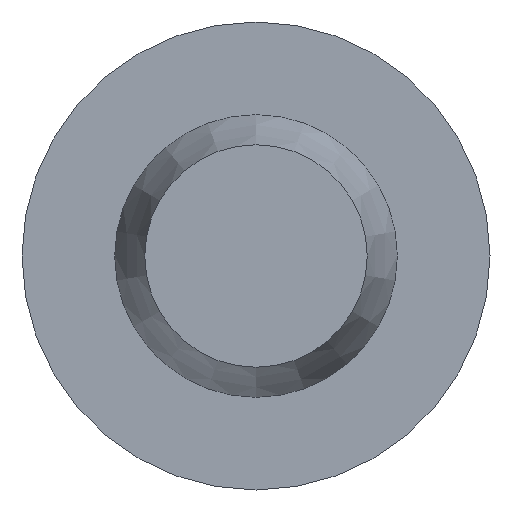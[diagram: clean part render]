
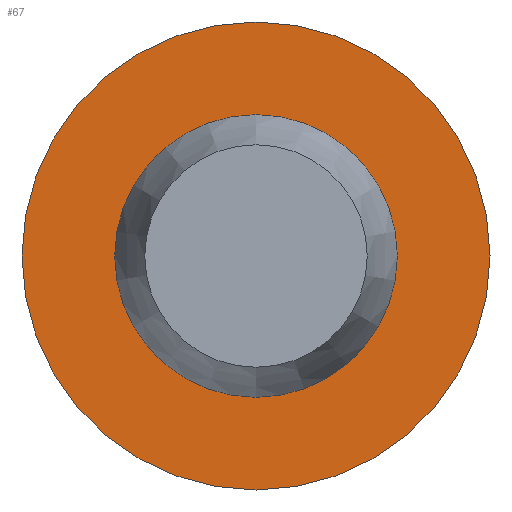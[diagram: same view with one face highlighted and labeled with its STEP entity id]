
A CAD part, front view. The second image highlights one B-rep face of the part: STEP entity #67.
In plain terms, the highlighted planar face has unit normal (0, -1, 0).
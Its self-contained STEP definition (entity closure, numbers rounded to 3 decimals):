
#10 = CARTESIAN_POINT ( 'NONE',  ( -2.65, 4., 0. ) ) ;
#11 = AXIS2_PLACEMENT_3D ( 'NONE', #10, #63, #128 ) ;
#16 = DIRECTION ( 'NONE',  ( 0., 1., 0. ) ) ;
#28 = PLANE ( 'NONE',  #11 ) ;
#30 = CIRCLE ( 'NONE', #139, 2.65 ) ;
#32 = EDGE_LOOP ( 'NONE', ( #66 ) ) ;
#35 = DIRECTION ( 'NONE',  ( 0., 1., 0. ) ) ;
#37 = CIRCLE ( 'NONE', #202, 5.05 ) ;
#48 = FACE_BOUND ( 'NONE', #95, .T. ) ;
#52 = CARTESIAN_POINT ( 'NONE',  ( 0., 4., 0. ) ) ;
#63 = DIRECTION ( 'NONE',  ( 0., -1., 0. ) ) ;
#66 = ORIENTED_EDGE ( 'NONE', *, *, #127, .F. ) ;
#67 = ADVANCED_FACE ( 'NONE', ( #48, #106 ), #28, .T. ) ;
#78 = ORIENTED_EDGE ( 'NONE', *, *, #191, .T. ) ;
#95 = EDGE_LOOP ( 'NONE', ( #78 ) ) ;
#106 = FACE_OUTER_BOUND ( 'NONE', #32, .T. ) ;
#113 = VERTEX_POINT ( 'NONE', #166 ) ;
#127 = EDGE_CURVE ( 'NONE', #113, #113, #37, .T. ) ;
#128 = DIRECTION ( 'NONE',  ( 0., 0., -1. ) ) ;
#135 = CARTESIAN_POINT ( 'NONE',  ( 0., 4., 0. ) ) ;
#139 = AXIS2_PLACEMENT_3D ( 'NONE', #135, #16, #163 ) ;
#148 = DIRECTION ( 'NONE',  ( 0., 0., 1. ) ) ;
#150 = VERTEX_POINT ( 'NONE', #180 ) ;
#163 = DIRECTION ( 'NONE',  ( 0., 0., 1. ) ) ;
#166 = CARTESIAN_POINT ( 'NONE',  ( 0., 4., 5.05 ) ) ;
#180 = CARTESIAN_POINT ( 'NONE',  ( 0., 4., 2.65 ) ) ;
#191 = EDGE_CURVE ( 'NONE', #150, #150, #30, .T. ) ;
#202 = AXIS2_PLACEMENT_3D ( 'NONE', #52, #35, #148 ) ;
